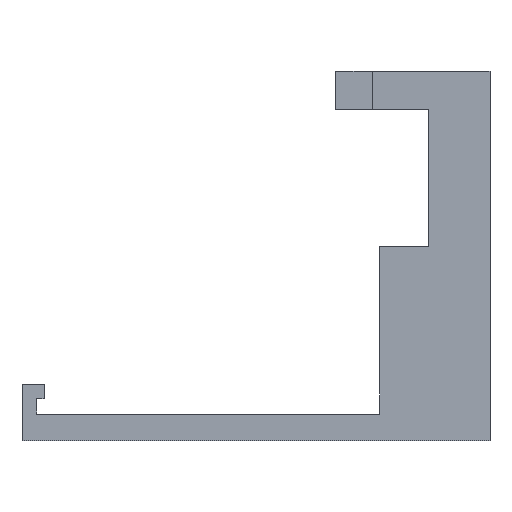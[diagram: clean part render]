
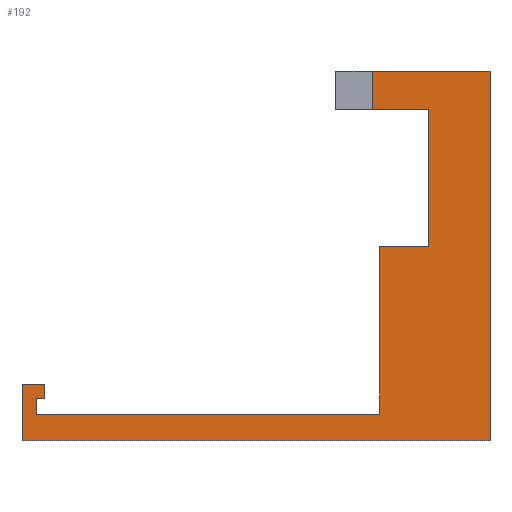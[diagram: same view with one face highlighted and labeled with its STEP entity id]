
A CAD part, front view. The second image highlights one B-rep face of the part: STEP entity #192.
In plain terms, the highlighted planar face has unit normal (0, -1, 0).
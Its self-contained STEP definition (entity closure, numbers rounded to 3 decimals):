
#32 = VERTEX_POINT('',#33);
#33 = CARTESIAN_POINT('',(-35.56,-5.715,0.));
#39 = EDGE_CURVE('',#32,#40,#42,.T.);
#40 = VERTEX_POINT('',#41);
#41 = CARTESIAN_POINT('',(0.,-5.715,0.));
#42 = LINE('',#43,#44);
#43 = CARTESIAN_POINT('',(-37.084,-5.715,0.));
#44 = VECTOR('',#45,1.);
#45 = DIRECTION('',(1.,0.,0.));
#175 = VERTEX_POINT('',#176);
#176 = CARTESIAN_POINT('',(0.,-5.715,17.348));
#182 = EDGE_CURVE('',#40,#175,#183,.T.);
#183 = LINE('',#184,#185);
#184 = CARTESIAN_POINT('',(0.,-5.715,0.));
#185 = VECTOR('',#186,1.);
#186 = DIRECTION('',(0.,0.,1.));
#192 = ADVANCED_FACE('',(#193),#291,.T.);
#193 = FACE_BOUND('',#194,.T.);
#194 = EDGE_LOOP('',(#195,#196,#204,#212,#220,#228,#236,#244,#252,#260,
    #268,#276,#284,#290));
#195 = ORIENTED_EDGE('',*,*,#39,.F.);
#196 = ORIENTED_EDGE('',*,*,#197,.T.);
#197 = EDGE_CURVE('',#32,#198,#200,.T.);
#198 = VERTEX_POINT('',#199);
#199 = CARTESIAN_POINT('',(-35.56,-5.715,1.588));
#200 = LINE('',#201,#202);
#201 = CARTESIAN_POINT('',(-35.56,-5.715,0.));
#202 = VECTOR('',#203,1.);
#203 = DIRECTION('',(0.,0.,1.));
#204 = ORIENTED_EDGE('',*,*,#205,.T.);
#205 = EDGE_CURVE('',#198,#206,#208,.T.);
#206 = VERTEX_POINT('',#207);
#207 = CARTESIAN_POINT('',(-34.798,-5.715,1.588));
#208 = LINE('',#209,#210);
#209 = CARTESIAN_POINT('',(-37.084,-5.715,1.588));
#210 = VECTOR('',#211,1.);
#211 = DIRECTION('',(1.,0.,0.));
#212 = ORIENTED_EDGE('',*,*,#213,.T.);
#213 = EDGE_CURVE('',#206,#214,#216,.T.);
#214 = VERTEX_POINT('',#215);
#215 = CARTESIAN_POINT('',(-34.798,-5.715,3.112));
#216 = LINE('',#217,#218);
#217 = CARTESIAN_POINT('',(-34.798,-5.715,1.588));
#218 = VECTOR('',#219,1.);
#219 = DIRECTION('',(0.,0.,1.));
#220 = ORIENTED_EDGE('',*,*,#221,.F.);
#221 = EDGE_CURVE('',#222,#214,#224,.T.);
#222 = VERTEX_POINT('',#223);
#223 = CARTESIAN_POINT('',(-37.084,-5.715,3.112));
#224 = LINE('',#225,#226);
#225 = CARTESIAN_POINT('',(-18.542,-5.715,3.112));
#226 = VECTOR('',#227,1.);
#227 = DIRECTION('',(1.,0.,0.));
#228 = ORIENTED_EDGE('',*,*,#229,.T.);
#229 = EDGE_CURVE('',#222,#230,#232,.T.);
#230 = VERTEX_POINT('',#231);
#231 = CARTESIAN_POINT('',(-37.084,-5.715,-2.794));
#232 = LINE('',#233,#234);
#233 = CARTESIAN_POINT('',(-37.084,-5.715,0.));
#234 = VECTOR('',#235,1.);
#235 = DIRECTION('',(-0.,-0.,-1.));
#236 = ORIENTED_EDGE('',*,*,#237,.F.);
#237 = EDGE_CURVE('',#238,#230,#240,.T.);
#238 = VERTEX_POINT('',#239);
#239 = CARTESIAN_POINT('',(11.43,-5.715,-2.794));
#240 = LINE('',#241,#242);
#241 = CARTESIAN_POINT('',(11.43,-5.715,-2.794));
#242 = VECTOR('',#243,1.);
#243 = DIRECTION('',(-1.,0.,0.));
#244 = ORIENTED_EDGE('',*,*,#245,.F.);
#245 = EDGE_CURVE('',#246,#238,#248,.T.);
#246 = VERTEX_POINT('',#247);
#247 = CARTESIAN_POINT('',(11.43,-5.715,35.56));
#248 = LINE('',#249,#250);
#249 = CARTESIAN_POINT('',(11.43,-5.715,0.));
#250 = VECTOR('',#251,1.);
#251 = DIRECTION('',(-0.,-0.,-1.));
#252 = ORIENTED_EDGE('',*,*,#253,.F.);
#253 = EDGE_CURVE('',#254,#246,#256,.T.);
#254 = VERTEX_POINT('',#255);
#255 = CARTESIAN_POINT('',(-0.762,-5.715,35.56));
#256 = LINE('',#257,#258);
#257 = CARTESIAN_POINT('',(0.,-5.715,35.56));
#258 = VECTOR('',#259,1.);
#259 = DIRECTION('',(1.,0.,0.));
#260 = ORIENTED_EDGE('',*,*,#261,.F.);
#261 = EDGE_CURVE('',#262,#254,#264,.T.);
#262 = VERTEX_POINT('',#263);
#263 = CARTESIAN_POINT('',(-0.762,-5.715,31.572));
#264 = LINE('',#265,#266);
#265 = CARTESIAN_POINT('',(-0.762,-5.715,31.572));
#266 = VECTOR('',#267,1.);
#267 = DIRECTION('',(0.,0.,1.));
#268 = ORIENTED_EDGE('',*,*,#269,.T.);
#269 = EDGE_CURVE('',#262,#270,#272,.T.);
#270 = VERTEX_POINT('',#271);
#271 = CARTESIAN_POINT('',(5.08,-5.715,31.572));
#272 = LINE('',#273,#274);
#273 = CARTESIAN_POINT('',(-0.762,-5.715,31.572));
#274 = VECTOR('',#275,1.);
#275 = DIRECTION('',(1.,0.,0.));
#276 = ORIENTED_EDGE('',*,*,#277,.F.);
#277 = EDGE_CURVE('',#278,#270,#280,.T.);
#278 = VERTEX_POINT('',#279);
#279 = CARTESIAN_POINT('',(5.08,-5.715,17.348));
#280 = LINE('',#281,#282);
#281 = CARTESIAN_POINT('',(5.08,-5.715,17.348));
#282 = VECTOR('',#283,1.);
#283 = DIRECTION('',(0.,0.,1.));
#284 = ORIENTED_EDGE('',*,*,#285,.F.);
#285 = EDGE_CURVE('',#175,#278,#286,.T.);
#286 = LINE('',#287,#288);
#287 = CARTESIAN_POINT('',(0.,-5.715,17.348));
#288 = VECTOR('',#289,1.);
#289 = DIRECTION('',(1.,0.,0.));
#290 = ORIENTED_EDGE('',*,*,#182,.F.);
#291 = PLANE('',#292);
#292 = AXIS2_PLACEMENT_3D('',#293,#294,#295);
#293 = CARTESIAN_POINT('',(-6.513,-5.715,8.725));
#294 = DIRECTION('',(-0.,-1.,-0.));
#295 = DIRECTION('',(0.,0.,-1.));
